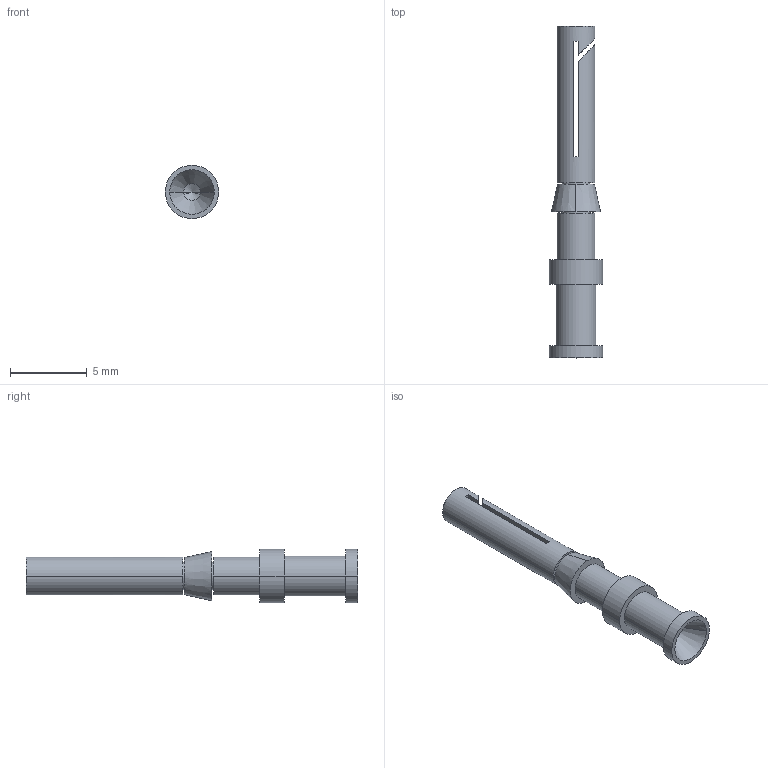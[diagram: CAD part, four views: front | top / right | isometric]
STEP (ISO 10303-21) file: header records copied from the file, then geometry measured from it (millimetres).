
FILE_DESCRIPTION(('OneSpaceDesigner STEP Export'),'2;1');
FILE_NAME('CDFA_0.5.stp','2008-07-07T11:44:35',(''),(''),'OneSpace Designer STEP processor for AP214 (Solid Model)','OneSpace Modeling 15.50B 03-Nov-2007 (C) CoCreate Software GmbH','');
FILE_SCHEMA(('AUTOMOTIVE_DESIGN { 1 0 10303 214 1 1 1 1 }'));
Length unit declared in the file: millimetre
Products named in the file (2): CDFA_0.5
Assembly tree (1 placements, depth 2):
  CDFA_0.5
    CDFA_0.5
Bounding box: 3.47 x 21.6 x 3.47 mm (x, y, z)
Volume: 85.9 mm3; surface area: 296.6 mm2
Topology: 1 solids, 1 shells, 57 faces, 136 edges, 84 vertices
Faces by surface type: plane 23, cylinder 22, cone 10, torus 2
Entity records: 1388 total; most frequent: ORIENTED_EDGE 264, CARTESIAN_POINT 233, DIRECTION 193, EDGE_CURVE 132, VERTEX_POINT 84, AXIS2_PLACEMENT_3D 70, EDGE_LOOP 66, FACE_OUTER_BOUND 57
